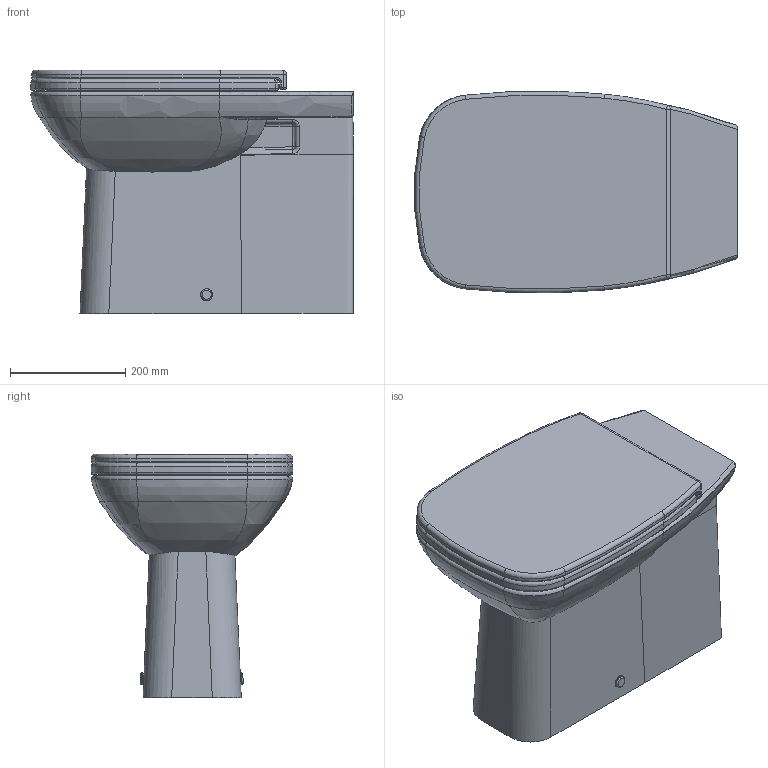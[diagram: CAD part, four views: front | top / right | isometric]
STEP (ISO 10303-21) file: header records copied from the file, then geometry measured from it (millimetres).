
FILE_DESCRIPTION((''),'2;1');
FILE_NAME('211509.stp','2007-11-24T16:11:42',('Huebner'),(''),'Autodesk Inventor 11','Autodesk Inventor 11','');
FILE_SCHEMA(('AUTOMOTIVE_DESIGN { 1 0 10303 214 1 1 1 1 }'));
Length unit declared in the file: millimetre
Products named in the file (5): 211509; 211509_neu; Deckel_unten_klein; Deckel_oben_klein; Stopfen_unten
Assembly tree (5 placements, depth 2):
  211509
    211509_neu
    Deckel_unten_klein
    Deckel_oben_klein
    Stopfen_unten  x2
Bounding box: 558.94 x 349.62 x 422 mm (x, y, z)
Volume: 23830667.3 mm3; surface area: 1643478 mm2
Topology: 5 solids, 7 shells, 331 faces, 809 edges, 490 vertices
Faces by surface type: cylinder 95, bspline 88, plane 71, torus 69, sphere 8
Full cylindrical faces by diameter (mm): 12 x2, 15 x5, 20 x2, 21 x4, 38 x1, 52 x1, 88 x1, 102 x1
Entity records: 17959 total; most frequent: CARTESIAN_POINT 10865, ORIENTED_EDGE 1538, DIRECTION 1312, EDGE_CURVE 769, AXIS2_PLACEMENT_3D 564, VERTEX_POINT 482, EDGE_LOOP 359, FACE_OUTER_BOUND 324
